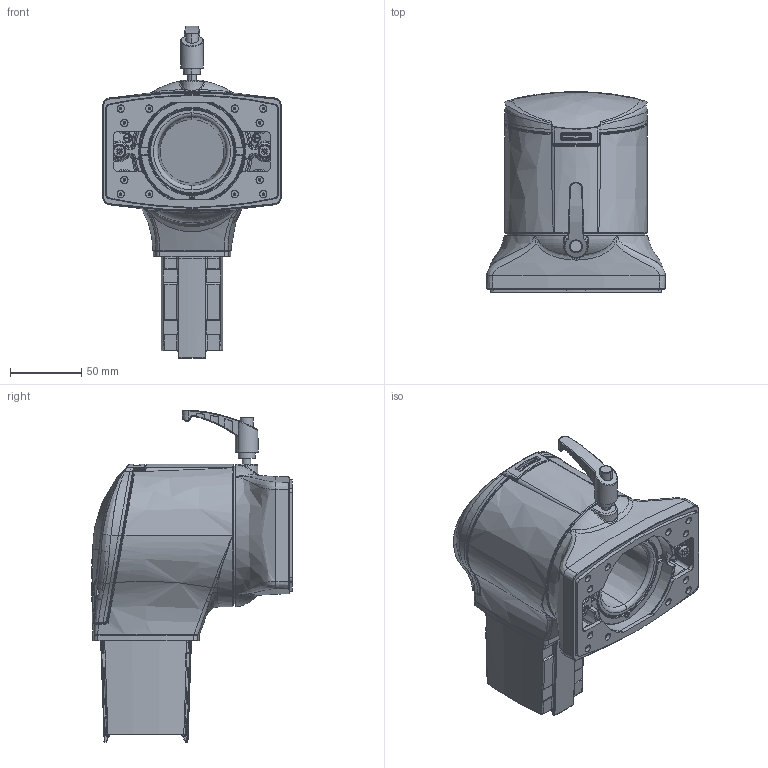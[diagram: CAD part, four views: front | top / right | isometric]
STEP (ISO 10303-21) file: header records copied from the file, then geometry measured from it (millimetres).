
FILE_DESCRIPTION((''),'2;1');
FILE_NAME('1017300003_ASM','2015-07-15T',('Falk.Schoember'),(''),'PRO/ENGINEER BY PARAMETRIC TECHNOLOGY CORPORATION, 2012360','PRO/ENGINEER BY PARAMETRIC TECHNOLOGY CORPORATION, 2012360','');
FILE_SCHEMA(('AUTOMOTIVE_DESIGN { 1 0 10303 214 1 1 1 1 }'));
Length unit declared in the file: millimetre
Products named in the file (22): 9324209000_AF0; 9620434000_ASM; 9231806000; 9371072000; 9411111000_EINB_AF2; 9324207000_AF0; 9620433000_ASM; 9371073000; 9502352000; 9263051000; 9324212000; 9261333000; 9222005000; 9251096000; 9231010000_DICHTUNG-ZG-DE; 9324211000_AF0; 9620447000_ASM; 9261334000; 9231798000; 9231797000_AF2; 9261441000; 1017300003_ASM
Assembly tree (25 placements, depth 3):
  1017300003_ASM
    9620434000_ASM
      9324209000_AF0
    9231806000
    9371072000
    9411111000_EINB_AF2
    9620433000_ASM
      9324207000_AF0
    9371073000
    9502352000
    9263051000
    9324212000
    9261333000
    9222005000
    9251096000
    9231010000_DICHTUNG-ZG-DE
    9620447000_ASM
      9324211000_AF0
    9261334000  x2
    9231798000
    9231797000_AF2
    9261441000  x4
Bounding box: 125.33 x 140.65 x 233 mm (x, y, z)
Volume: 760141.6 mm3; surface area: 421772.2 mm2
Topology: 22 solids, 133 shells, 2604 faces, 7223 edges, 4800 vertices
Faces by surface type: cylinder 775, plane 690, bspline 682, cone 253, torus 152, sphere 44, revolution 6, extrusion 2
Entity records: 160242 total; most frequent: CARTESIAN_POINT 67429, ORIENTED_EDGE 11680, DIRECTION 9887, PRESENTATION_STYLE_ASSIGNMENT 7138, STYLED_ITEM 7138, EDGE_CURVE 6561, CURVE_STYLE 5125, VERTEX_POINT 4395
